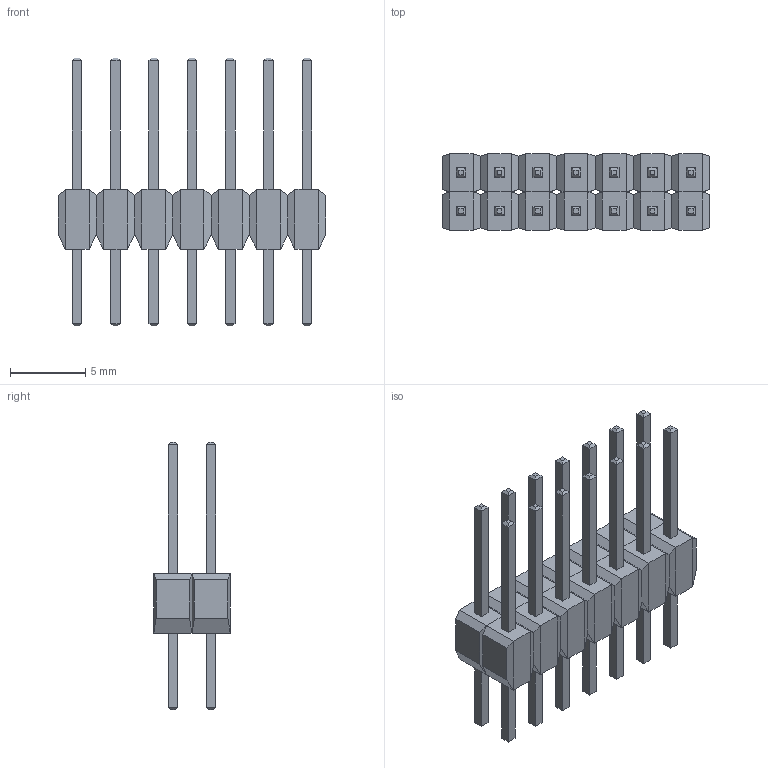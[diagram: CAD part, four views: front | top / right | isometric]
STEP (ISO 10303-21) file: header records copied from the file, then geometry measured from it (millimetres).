
FILE_DESCRIPTION(('STEP AP214'),'1');
FILE_NAME('CON14_2X7_TU_TSW','2020-05-23T22:34:58',(''),(''),'','','');
FILE_SCHEMA(('AUTOMOTIVE_DESIGN'));
Length unit declared in the file: millimetre
Products named in the file (1): product
Bounding box: 17.78 x 5.08 x 17.78 mm (x, y, z)
Volume: 406.8 mm3; surface area: 1026.4 mm2
Topology: 30 solids, 30 shells, 452 faces, 904 edges, 512 vertices
Faces by surface type: plane 452
Entity records: 10633 total; most frequent: DIRECTION 1810, ORIENTED_EDGE 1808, CARTESIAN_POINT 965, EDGE_CURVE 904, LINE 904, VECTOR 904, VERTEX_POINT 512, AXIS2_PLACEMENT_3D 453
